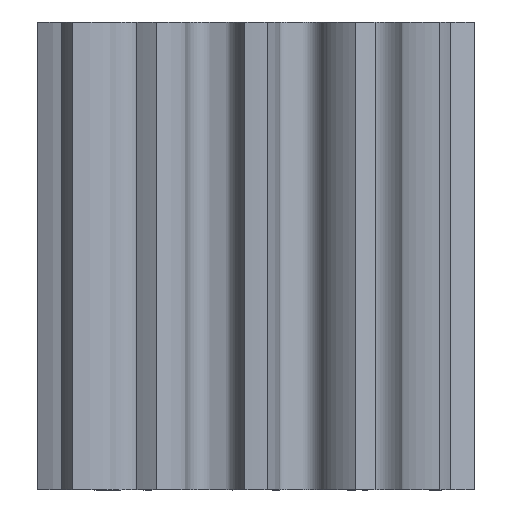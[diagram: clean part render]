
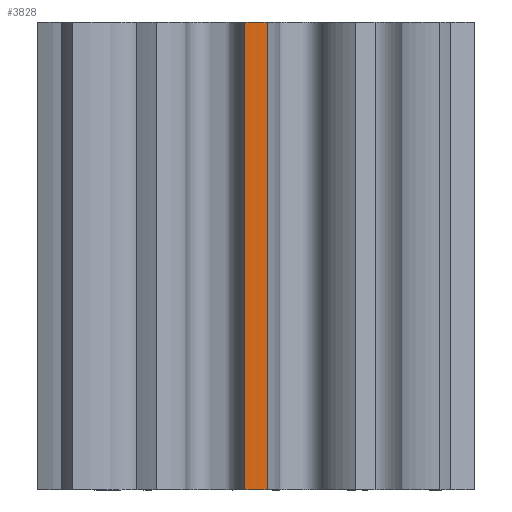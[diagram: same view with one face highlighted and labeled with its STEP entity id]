
A CAD part, left-side view. The second image highlights one B-rep face of the part: STEP entity #3828.
In plain terms, the highlighted cylindrical face has radius 8.89 mm (diameter 17.78 mm), a partial arc.
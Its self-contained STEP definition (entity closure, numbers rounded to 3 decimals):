
#11 = CARTESIAN_POINT ( 'NONE',  ( 0., 0., 9.5 ) ) ;
#12 = DIRECTION ( 'NONE',  ( 0., 0., 1. ) ) ;
#13 = DIRECTION ( 'NONE',  ( 1., 0., 0. ) ) ;
#393 = DIRECTION ( 'NONE',  ( 1., 0., 0. ) ) ;
#395 = DIRECTION ( 'NONE',  ( 0., 0., 1. ) ) ;
#397 = CARTESIAN_POINT ( 'NONE',  ( 0., 0., 0. ) ) ;
#601 = EDGE_LOOP ( 'NONE', ( #3604, #3605, #3606, #3607 ) ) ;
#2636 = CARTESIAN_POINT ( 'NONE',  ( -8.878, 0.453, 7.62 ) ) ;
#2640 = DIRECTION ( 'NONE',  ( 0., 0., -1. ) ) ;
#2641 = DIRECTION ( 'NONE',  ( 0., 0., -1. ) ) ;
#2642 = CARTESIAN_POINT ( 'NONE',  ( -8.878, -0.453, 7.62 ) ) ;
#2644 = CARTESIAN_POINT ( 'NONE',  ( 0., 0., -9.5 ) ) ;
#2645 = DIRECTION ( 'NONE',  ( 0., 0., 1. ) ) ;
#2646 = DIRECTION ( 'NONE',  ( 1., 0., 0. ) ) ;
#3426 = CARTESIAN_POINT ( 'NONE',  ( -8.878, -0.453, 9.5 ) ) ;
#3449 = CARTESIAN_POINT ( 'NONE',  ( -8.878, 0.453, 9.5 ) ) ;
#3465 = CARTESIAN_POINT ( 'NONE',  ( -8.878, 0.453, -9.5 ) ) ;
#3472 = CARTESIAN_POINT ( 'NONE',  ( -8.878, -0.453, -9.5 ) ) ;
#3490 = VERTEX_POINT ( 'NONE', #3426 ) ;
#3516 = VERTEX_POINT ( 'NONE', #3449 ) ;
#3532 = VERTEX_POINT ( 'NONE', #3465 ) ;
#3539 = VERTEX_POINT ( 'NONE', #3472 ) ;
#3604 = ORIENTED_EDGE ( 'NONE', *, *, #3872, .T. ) ;
#3605 = ORIENTED_EDGE ( 'NONE', *, *, #3873, .T. ) ;
#3606 = ORIENTED_EDGE ( 'NONE', *, *, #3874, .F. ) ;
#3607 = ORIENTED_EDGE ( 'NONE', *, *, #3806, .F. ) ;
#3724 = AXIS2_PLACEMENT_3D ( 'NONE', #11, #12, #13 ) ;
#3740 = AXIS2_PLACEMENT_3D ( 'NONE', #397, #395, #393 ) ;
#3758 = AXIS2_PLACEMENT_3D ( 'NONE', #2644, #2645, #2646 ) ;
#3806 = EDGE_CURVE ( 'NONE', #3516, #3490, #3954, .T. ) ;
#3828 = ADVANCED_FACE ( 'NONE', ( #3973 ), #3982, .T. ) ;
#3872 = EDGE_CURVE ( 'NONE', #3516, #3532, #4033, .T. ) ;
#3873 = EDGE_CURVE ( 'NONE', #3532, #3539, #4036, .T. ) ;
#3874 = EDGE_CURVE ( 'NONE', #3490, #3539, #4040, .T. ) ;
#3954 = CIRCLE ( 'NONE', #3724, 8.89 ) ;
#3973 = FACE_OUTER_BOUND ( 'NONE', #601, .T. ) ;
#3982 = CYLINDRICAL_SURFACE ( 'NONE', #3740, 8.89 ) ;
#4033 = LINE ( 'NONE', #2636, #4039 ) ;
#4036 = CIRCLE ( 'NONE', #3758, 8.89 ) ;
#4039 = VECTOR ( 'NONE', #2641, 1000. ) ;
#4040 = LINE ( 'NONE', #2642, #4042 ) ;
#4042 = VECTOR ( 'NONE', #2640, 1000. ) ;
